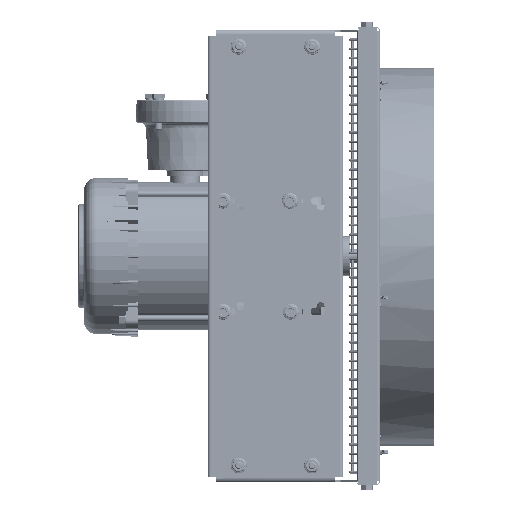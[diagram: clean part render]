
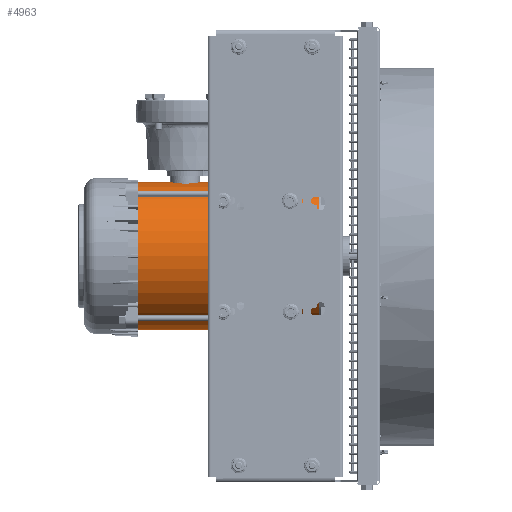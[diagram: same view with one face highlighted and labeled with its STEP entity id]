
A CAD part, front view. The second image highlights one B-rep face of the part: STEP entity #4963.
In plain terms, the highlighted cylindrical face has radius 83.058 mm (diameter 166.116 mm), a partial arc.
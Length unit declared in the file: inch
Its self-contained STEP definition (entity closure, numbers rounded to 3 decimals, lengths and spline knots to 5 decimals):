
#2923 = CARTESIAN_POINT ( 'NONE',  ( -5.61345, 6.45325, 3.26665 ) ) ;
#4594 = CARTESIAN_POINT ( 'NONE',  ( 0.92719, 6.60277, 3.27 ) ) ;
#4671 = CARTESIAN_POINT ( 'NONE',  ( -5.05882, 5.94948, 3.20409 ) ) ;
#4963 = ADVANCED_FACE ( 'NONE', ( #52731 ), #80634, .T. ) ;
#6372 = CARTESIAN_POINT ( 'NONE',  ( -4.45018, 6.20153, 3.24549 ) ) ;
#8064 = CARTESIAN_POINT ( 'NONE',  ( -5.58829, 6.37049, 3.2618 ) ) ;
#10984 = VERTEX_POINT ( 'NONE', #238948 ) ;
#15044 = CIRCLE ( 'NONE', #126136, 3.27 ) ;
#15432 = ORIENTED_EDGE ( 'NONE', *, *, #195269, .T. ) ;
#21536 = CARTESIAN_POINT ( 'NONE',  ( -7.07281, 6.60277, 0. ) ) ;
#30751 = CARTESIAN_POINT ( 'NONE',  ( -5.12252, 5.96218, 3.20664 ) ) ;
#32473 = CARTESIAN_POINT ( 'NONE',  ( -5.30185, 6.03312, 3.22002 ) ) ;
#32864 = AXIS2_PLACEMENT_3D ( 'NONE', #21536, #337449, #234998 ) ;
#34154 = CARTESIAN_POINT ( 'NONE',  ( -5.62603, 6.5164, 3.26913 ) ) ;
#35863 = CARTESIAN_POINT ( 'NONE',  ( -4.31636, 6.55975, 3.26979 ) ) ;
#42320 = EDGE_LOOP ( 'NONE', ( #329865, #15432, #169532, #180315, #119379, #163995 ) ) ;
#48483 = DIRECTION ( 'NONE',  ( 1., 0., 0. ) ) ;
#52731 = FACE_OUTER_BOUND ( 'NONE', #42320, .T. ) ;
#53077 = EDGE_CURVE ( 'NONE', #313242, #199144, #164756, .T. ) ;
#53602 = CARTESIAN_POINT ( 'NONE',  ( 0.92719, 6.60277, 0. ) ) ;
#55049 = CARTESIAN_POINT ( 'NONE',  ( -5.1849, 5.98004, 3.21016 ) ) ;
#58499 = CARTESIAN_POINT ( 'NONE',  ( -5.01608, 5.94529, 3.20322 ) ) ;
#61936 = CARTESIAN_POINT ( 'NONE',  ( -4.57233, 6.08087, 3.22811 ) ) ;
#63200 = AXIS2_PLACEMENT_3D ( 'NONE', #121393, #279253, #201042 ) ;
#75298 = VECTOR ( 'NONE', #132879, 39.37008 ) ;
#79630 = VECTOR ( 'NONE', #321014, 39.37008 ) ;
#80634 = CYLINDRICAL_SURFACE ( 'NONE', #32864, 3.27 ) ;
#81706 = CARTESIAN_POINT ( 'NONE',  ( -7.07281, 6.60277, -3.27 ) ) ;
#84704 = CARTESIAN_POINT ( 'NONE',  ( -4.58951, 6.06813, 3.22602 ) ) ;
#85924 = DIRECTION ( 'NONE',  ( 1., 0., 0. ) ) ;
#86413 = CARTESIAN_POINT ( 'NONE',  ( -4.6814, 6.01298, 3.21639 ) ) ;
#87812 = CARTESIAN_POINT ( 'NONE',  ( -7.07281, 6.60277, 3.27 ) ) ;
#88145 = CARTESIAN_POINT ( 'NONE',  ( -4.93, 5.94631, 3.20343 ) ) ;
#93264 = CARTESIAN_POINT ( 'NONE',  ( -4.31531, 6.60277, 3.27 ) ) ;
#95274 = EDGE_CURVE ( 'NONE', #338661, #267693, #284348, .T. ) ;
#109071 = CARTESIAN_POINT ( 'NONE',  ( -5.14368, 5.9675, 3.2077 ) ) ;
#110737 = CARTESIAN_POINT ( 'NONE',  ( -5.5635, 6.3108, 3.25718 ) ) ;
#112443 = CARTESIAN_POINT ( 'NONE',  ( -4.41449, 6.25487, 3.25149 ) ) ;
#114133 = CARTESIAN_POINT ( 'NONE',  ( -5.45275, 6.15285, 3.23894 ) ) ;
#119379 = ORIENTED_EDGE ( 'NONE', *, *, #234152, .F. ) ;
#121393 = CARTESIAN_POINT ( 'NONE',  ( -7.07281, 6.60277, 0. ) ) ;
#126136 = AXIS2_PLACEMENT_3D ( 'NONE', #53602, #48483, #213287 ) ;
#127792 = CARTESIAN_POINT ( 'NONE',  ( -5.63031, 6.60277, 3.27 ) ) ;
#132879 = DIRECTION ( 'NONE',  ( 1., 0., 0. ) ) ;
#134978 = CARTESIAN_POINT ( 'NONE',  ( -5.5075, 6.21953, 3.24751 ) ) ;
#136709 = CARTESIAN_POINT ( 'NONE',  ( -5.26397, 6.01286, 3.21637 ) ) ;
#138398 = CARTESIAN_POINT ( 'NONE',  ( -4.52313, 6.12261, 3.23459 ) ) ;
#141784 = CARTESIAN_POINT ( 'NONE',  ( -4.86526, 5.95377, 3.20495 ) ) ;
#160951 = VERTEX_POINT ( 'NONE', #4594 ) ;
#161218 = EDGE_CURVE ( 'NONE', #10984, #338661, #238522, .T. ) ;
#162604 = CARTESIAN_POINT ( 'NONE',  ( -5.32045, 6.04427, 3.22198 ) ) ;
#163995 = ORIENTED_EDGE ( 'NONE', *, *, #95274, .F. ) ;
#164308 = CARTESIAN_POINT ( 'NONE',  ( -5.40737, 6.10749, 3.23242 ) ) ;
#164756 = LINE ( 'NONE', #81706, #79630 ) ;
#167707 = CARTESIAN_POINT ( 'NONE',  ( -4.34899, 6.39064, 3.26336 ) ) ;
#169532 = ORIENTED_EDGE ( 'NONE', *, *, #53077, .T. ) ;
#180315 = ORIENTED_EDGE ( 'NONE', *, *, #309829, .F. ) ;
#186416 = CARTESIAN_POINT ( 'NONE',  ( -7.07281, 6.60277, 3.27 ) ) ;
#188620 = CARTESIAN_POINT ( 'NONE',  ( -5.37433, 6.08032, 3.22809 ) ) ;
#190303 = CARTESIAN_POINT ( 'NONE',  ( -4.53917, 6.10808, 3.23239 ) ) ;
#192022 = CARTESIAN_POINT ( 'NONE',  ( -4.37371, 6.33103, 3.25875 ) ) ;
#193718 = CARTESIAN_POINT ( 'NONE',  ( -4.33652, 6.43164, 3.26579 ) ) ;
#195269 = EDGE_CURVE ( 'NONE', #10984, #313242, #268320, .T. ) ;
#199144 = VERTEX_POINT ( 'NONE', #277530 ) ;
#201042 = DIRECTION ( 'NONE',  ( 0., 0., 1. ) ) ;
#213287 = DIRECTION ( 'NONE',  ( 0., 0., -1. ) ) ;
#214740 = CARTESIAN_POINT ( 'NONE',  ( -4.88672, 5.95057, 3.2043 ) ) ;
#216453 = CARTESIAN_POINT ( 'NONE',  ( -4.80195, 5.9664, 3.20749 ) ) ;
#216861 = CARTESIAN_POINT ( 'NONE',  ( -4.31531, 6.60277, 3.27 ) ) ;
#218161 = CARTESIAN_POINT ( 'NONE',  ( -4.40342, 6.27328, 3.25341 ) ) ;
#219890 = CARTESIAN_POINT ( 'NONE',  ( -5.24462, 6.0037, 3.21467 ) ) ;
#221565 = CARTESIAN_POINT ( 'NONE',  ( -5.46717, 6.16874, 3.24111 ) ) ;
#234152 = EDGE_CURVE ( 'NONE', #267693, #160951, #321945, .T. ) ;
#234998 = DIRECTION ( 'NONE',  ( 0., 0., -1. ) ) ;
#238522 = LINE ( 'NONE', #186416, #242133 ) ;
#238948 = CARTESIAN_POINT ( 'NONE',  ( -7.07281, 6.60277, 3.27 ) ) ;
#240734 = CARTESIAN_POINT ( 'NONE',  ( -7.07281, 6.60277, -3.27 ) ) ;
#240749 = CARTESIAN_POINT ( 'NONE',  ( -4.95157, 5.94526, 3.20321 ) ) ;
#242133 = VECTOR ( 'NONE', #85924, 39.37008 ) ;
#242424 = CARTESIAN_POINT ( 'NONE',  ( -5.59566, 6.39102, 3.2632 ) ) ;
#244162 = CARTESIAN_POINT ( 'NONE',  ( -4.4773, 6.16845, 3.24117 ) ) ;
#245909 = CARTESIAN_POINT ( 'NONE',  ( -5.60822, 6.43239, 3.26562 ) ) ;
#247645 = CARTESIAN_POINT ( 'NONE',  ( -4.62507, 6.04435, 3.22199 ) ) ;
#266829 = CARTESIAN_POINT ( 'NONE',  ( -5.63031, 6.55921, 3.27 ) ) ;
#267693 = VERTEX_POINT ( 'NONE', #216861 ) ;
#268320 = CIRCLE ( 'NONE', #63200, 3.27 ) ;
#268505 = CARTESIAN_POINT ( 'NONE',  ( -5.5433, 6.27308, 3.25354 ) ) ;
#270232 = CARTESIAN_POINT ( 'NONE',  ( -4.64344, 6.03331, 3.22005 ) ) ;
#273627 = CARTESIAN_POINT ( 'NONE',  ( -4.32063, 6.5166, 3.26894 ) ) ;
#277530 = CARTESIAN_POINT ( 'NONE',  ( 0.92719, 6.60277, -3.27 ) ) ;
#279253 = DIRECTION ( 'NONE',  ( 1., 0., 0. ) ) ;
#284348 = B_SPLINE_CURVE_WITH_KNOTS ( 'NONE', 3,
 ( #292913, #266829, #34154, #2923, #245909, #242424, #8064, #110737, #268505, #134978, #325676, #221565, #114133, #164308, #188620, #162604, #32473, #136709, #219890, #320541, #55049, #109071, #30751, #4671, #58499, #240749, #88145, #214740, #141784, #216453, #294632, #322270, #86413, #270232, #247645, #84704, #61936, #190303, #138398, #244162, #6372, #112443, #218161, #323971, #192022, #167707, #193718, #299714, #273627, #35863, #327375, #93264 ),
 .UNSPECIFIED., .F., .F.,
 ( 4, 2, 2, 2, 2, 2, 2, 2, 2, 2, 2, 2, 2, 2, 2, 2, 2, 2, 2, 2, 2, 2, 2, 2, 2, 4 ),
 ( 0., 0.00327, 0.00491, 0.00654, 0.00982, 0.01145, 0.01309, 0.01636, 0.01799, 0.01963, 0.02127, 0.0229, 0.02617, 0.02781, 0.02945, 0.03272, 0.03435, 0.03599, 0.03762, 0.03926, 0.04253, 0.04417, 0.0458, 0.04908, 0.05071, 0.05235 ),
 .UNSPECIFIED. ) ;
#292913 = CARTESIAN_POINT ( 'NONE',  ( -5.63031, 6.60277, 3.27 ) ) ;
#294632 = CARTESIAN_POINT ( 'NONE',  ( -4.76091, 5.97886, 3.20997 ) ) ;
#299714 = CARTESIAN_POINT ( 'NONE',  ( -4.32384, 6.49502, 3.26829 ) ) ;
#309829 = EDGE_CURVE ( 'NONE', #160951, #199144, #15044, .T. ) ;
#313242 = VERTEX_POINT ( 'NONE', #240734 ) ;
#320541 = CARTESIAN_POINT ( 'NONE',  ( -5.20508, 5.98729, 3.21157 ) ) ;
#321014 = DIRECTION ( 'NONE',  ( 1., 0., 0. ) ) ;
#321945 = LINE ( 'NONE', #87812, #75298 ) ;
#322270 = CARTESIAN_POINT ( 'NONE',  ( -4.7011, 6.00365, 3.21466 ) ) ;
#323971 = CARTESIAN_POINT ( 'NONE',  ( -4.38302, 6.31137, 3.25705 ) ) ;
#325676 = CARTESIAN_POINT ( 'NONE',  ( -5.49458, 6.20211, 3.24541 ) ) ;
#327375 = CARTESIAN_POINT ( 'NONE',  ( -4.31531, 6.58129, 3.27 ) ) ;
#329865 = ORIENTED_EDGE ( 'NONE', *, *, #161218, .F. ) ;
#337449 = DIRECTION ( 'NONE',  ( 1., 0., 0. ) ) ;
#338661 = VERTEX_POINT ( 'NONE', #127792 ) ;
